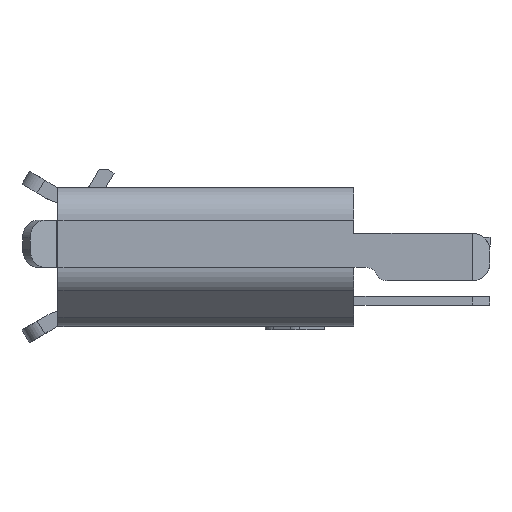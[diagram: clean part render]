
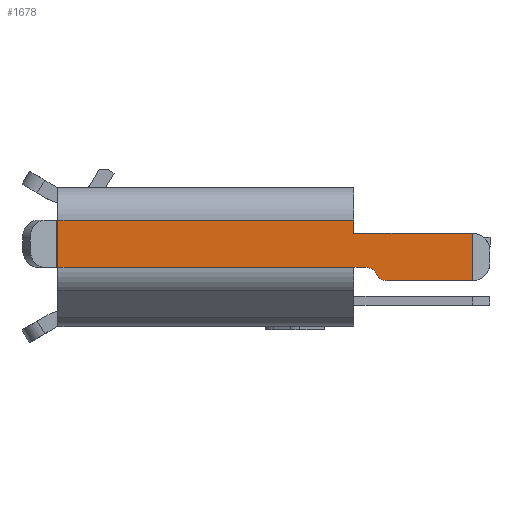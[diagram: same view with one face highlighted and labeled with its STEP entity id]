
A CAD part, left-side view. The second image highlights one B-rep face of the part: STEP entity #1678.
In plain terms, the highlighted planar face has unit normal (-1, 0, 0).
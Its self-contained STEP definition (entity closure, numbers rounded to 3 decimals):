
#1678 = ADVANCED_FACE( 'NONE', ( #3365 ), #3366, .F. );
#3365 = FACE_OUTER_BOUND( '', #5231, .T. );
#3366 = PLANE( '', #5232 );
#5231 = EDGE_LOOP( '', ( #10389, #10390, #10391, #10392, #10393, #10394, #10395, #10396, #10397, #10398 ) );
#5232 = AXIS2_PLACEMENT_3D( '', #10399, #10400, #10401 );
#10389 = ORIENTED_EDGE( '', *, *, #12091, .F. );
#10390 = ORIENTED_EDGE( '', *, *, #10566, .T. );
#10391 = ORIENTED_EDGE( '', *, *, #11978, .F. );
#10392 = ORIENTED_EDGE( '', *, *, #12395, .F. );
#10393 = ORIENTED_EDGE( '', *, *, #11540, .F. );
#10394 = ORIENTED_EDGE( '', *, *, #12160, .F. );
#10395 = ORIENTED_EDGE( '', *, *, #11159, .F. );
#10396 = ORIENTED_EDGE( '', *, *, #11066, .F. );
#10397 = ORIENTED_EDGE( '', *, *, #11302, .F. );
#10398 = ORIENTED_EDGE( '', *, *, #12290, .F. );
#10399 = CARTESIAN_POINT( '', ( -3.7, 0.133, -0.4 ) );
#10400 = DIRECTION( '', ( 1., 0., 0. ) );
#10401 = DIRECTION( '', ( 0., 1., 0. ) );
#10566 = EDGE_CURVE( 'NONE', #12751, #12749, #12752, .T. );
#11066 = EDGE_CURVE( 'NONE', #13612, #13613, #13614, .T. );
#11159 = EDGE_CURVE( 'NONE', #13613, #13765, #13766, .T. );
#11302 = EDGE_CURVE( 'NONE', #13992, #13612, #13993, .T. );
#11540 = EDGE_CURVE( 'NONE', #14345, #14347, #14348, .T. );
#11978 = EDGE_CURVE( 'NONE', #14943, #12749, #14944, .T. );
#12091 = EDGE_CURVE( 'NONE', #12751, #15075, #15076, .T. );
#12160 = EDGE_CURVE( 'NONE', #13765, #14345, #15159, .T. );
#12290 = EDGE_CURVE( 'NONE', #15075, #13992, #15309, .T. );
#12395 = EDGE_CURVE( 'NONE', #14347, #14943, #15421, .T. );
#12749 = VERTEX_POINT( 'NONE', #15918 );
#12751 = VERTEX_POINT( 'NONE', #15930 );
#12752 = LINE( '', #15931, #15932 );
#13612 = VERTEX_POINT( 'NONE', #17197 );
#13613 = VERTEX_POINT( 'NONE', #17198 );
#13614 = LINE( '', #17199, #17200 );
#13765 = VERTEX_POINT( 'NONE', #17434 );
#13766 = LINE( '', #17435, #17436 );
#13992 = VERTEX_POINT( 'NONE', #17759 );
#13993 = CIRCLE( '', #17760, 0.2 );
#14345 = VERTEX_POINT( 'NONE', #18272 );
#14347 = VERTEX_POINT( 'NONE', #18274 );
#14348 = LINE( '', #18275, #18276 );
#14943 = VERTEX_POINT( 'NONE', #19220 );
#14944 = LINE( '', #19221, #19222 );
#15075 = VERTEX_POINT( 'NONE', #19422 );
#15076 = LINE( '', #19423, #19424 );
#15159 = LINE( '', #19556, #19557 );
#15309 = CIRCLE( '', #19794, 0.2 );
#15421 = LINE( '', #19953, #19954 );
#15918 = CARTESIAN_POINT( '', ( -3.7, 0.42, 3.5 ) );
#15930 = CARTESIAN_POINT( '', ( -3.7, -0.38, 3.5 ) );
#15931 = CARTESIAN_POINT( '', ( -3.7, 0.42, 3.5 ) );
#15932 = VECTOR( '', #20205, 1000. );
#17197 = CARTESIAN_POINT( '', ( -3.7, -0.155, 1.7 ) );
#17198 = CARTESIAN_POINT( '', ( -3.7, -0.155, 1.5 ) );
#17199 = CARTESIAN_POINT( '', ( -3.7, -0.155, -0.4 ) );
#17200 = VECTOR( '', #20794, 1000. );
#17434 = CARTESIAN_POINT( '', ( -3.7, -0.155, -3.5 ) );
#17435 = CARTESIAN_POINT( '', ( -3.7, -0.155, -0.4 ) );
#17436 = VECTOR( '', #20895, 1000. );
#17759 = CARTESIAN_POINT( '', ( -3.7, -0.267, 1.88 ) );
#17760 = AXIS2_PLACEMENT_3D( '', #21058, #21059, #21060 );
#18272 = CARTESIAN_POINT( '', ( -3.7, 0.645, -3.5 ) );
#18274 = CARTESIAN_POINT( '', ( -3.7, 0.645, 1.5 ) );
#18275 = CARTESIAN_POINT( '', ( -3.7, 0.645, 1.6 ) );
#18276 = VECTOR( '', #21305, 1000. );
#19220 = CARTESIAN_POINT( '', ( -3.7, 0.42, 1.5 ) );
#19221 = CARTESIAN_POINT( '', ( -3.7, 0.42, -0.4 ) );
#19222 = VECTOR( '', #21708, 1000. );
#19422 = CARTESIAN_POINT( '', ( -3.7, -0.38, 2.06 ) );
#19423 = CARTESIAN_POINT( '', ( -3.7, -0.38, -0.4 ) );
#19424 = VECTOR( '', #21808, 1000. );
#19556 = CARTESIAN_POINT( '', ( -3.7, 0.133, -3.5 ) );
#19557 = VECTOR( '', #21873, 1000. );
#19794 = AXIS2_PLACEMENT_3D( '', #21974, #21975, #21976 );
#19953 = CARTESIAN_POINT( '', ( -3.7, 0.133, 1.5 ) );
#19954 = VECTOR( '', #22045, 1000. );
#20205 = DIRECTION( '', ( 0., 1., 0. ) );
#20794 = DIRECTION( '', ( 0., 0., -1. ) );
#20895 = DIRECTION( '', ( 0., 0., -1. ) );
#21058 = CARTESIAN_POINT( '', ( -3.7, -0.355, 1.7 ) );
#21059 = DIRECTION( '', ( -1., 0., 0. ) );
#21060 = DIRECTION( '', ( 0., 0., 1. ) );
#21305 = DIRECTION( '', ( 0., 0., 1. ) );
#21708 = DIRECTION( '', ( 0., 0., 1. ) );
#21808 = DIRECTION( '', ( 0., 0., -1. ) );
#21873 = DIRECTION( '', ( 0., 1., 0. ) );
#21974 = CARTESIAN_POINT( '', ( -3.7, -0.18, 2.06 ) );
#21975 = DIRECTION( '', ( 1., 0., 0. ) );
#21976 = DIRECTION( '', ( 0., 0., 1. ) );
#22045 = DIRECTION( '', ( 0., -1., 0. ) );
